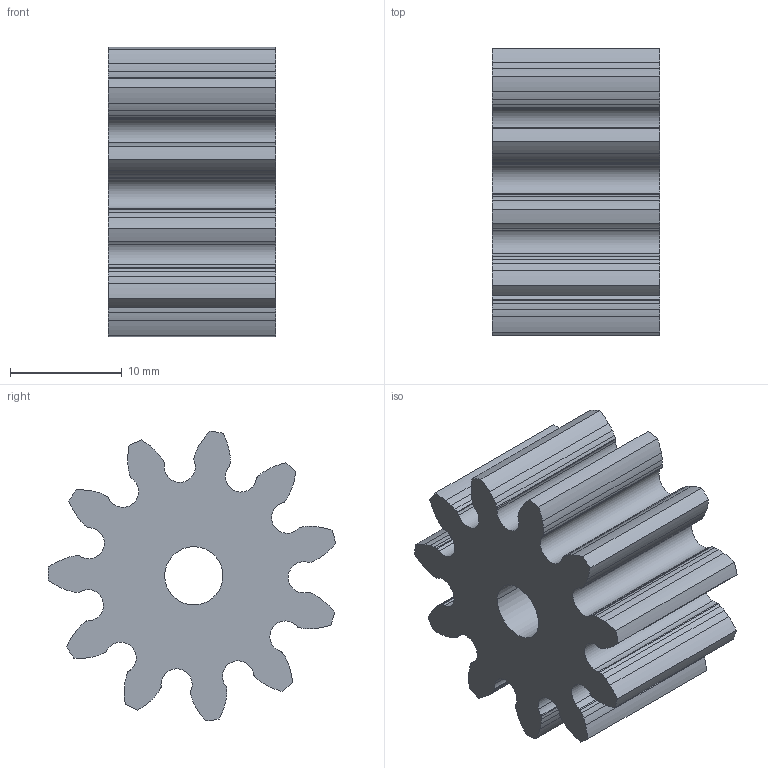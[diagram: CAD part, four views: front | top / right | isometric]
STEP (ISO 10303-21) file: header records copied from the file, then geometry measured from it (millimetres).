
FILE_DESCRIPTION(('STEP AP214'),'1');
FILE_NAME('cctmp_7B1CDEC0-8116-4049-890E-4EB27AB3D4C6_2025_02_23_18_19_06_0876_90216..stp','2025-02-23T17:19:06',('igus GmbH'),('CADClick - www.CADClick.com'),'Spatial InterOp 3D',' ','unknown authorization');
FILE_SCHEMA(('AUTOMOTIVE_DESIGN'));
Length unit declared in the file: millimetre
Products named in the file (1): 2025_02_23_18_19_06_0860
Bounding box: 15 x 25.68 x 25.88 mm (x, y, z)
Volume: 5119.9 mm3; surface area: 2987 mm2
Topology: 1 solids, 1 shells, 159 faces, 471 edges, 314 vertices
Faces by surface type: cylinder 157, plane 2
Entity records: 6819 total; most frequent: DIRECTION 1105, CARTESIAN_POINT 945, ORIENTED_EDGE 942, AXIS2_PLACEMENT_3D 474, EDGE_CURVE 471, VERTEX_POINT 314, CIRCLE 314, EDGE_LOOP 161
